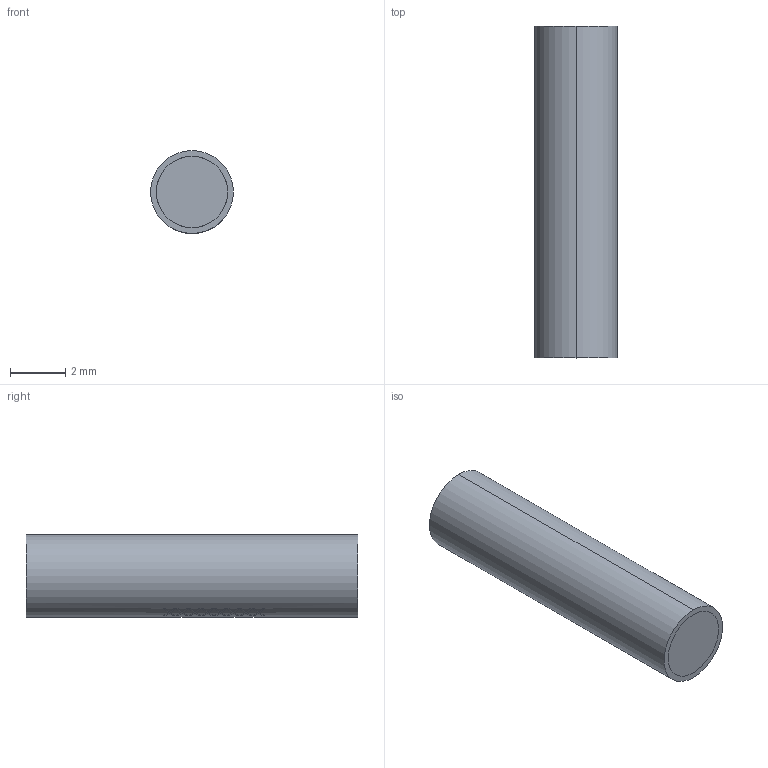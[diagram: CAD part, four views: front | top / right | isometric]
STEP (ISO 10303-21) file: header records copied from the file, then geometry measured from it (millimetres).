
FILE_DESCRIPTION (( 'STEP AP214' ), '1' );
FILE_NAME ('va030312.stp', '2025-03-18T16:31:29', ( '' ), ( '' ), 'SwSTEP 2.0', 'SolidWorks 2021', '' );
FILE_SCHEMA (( 'AUTOMOTIVE_DESIGN' ));
Length unit declared in the file: millimetre
Products named in the file (3): VA030312-1.stp; VA030312-2.stp; va030312
Assembly tree (2 placements, depth 2):
  va030312
    VA030312-1.stp
    VA030312-2.stp
Bounding box: 3 x 12.01 x 3 mm (x, y, z)
Volume: 70.7 mm3; surface area: 226.8 mm2
Topology: 2 solids, 2 shells, 53 faces, 399 edges, 372 vertices
Faces by surface type: cylinder 41, plane 8, cone 4
Entity records: 5392 total; most frequent: CARTESIAN_POINT 2324, ORIENTED_EDGE 798, EDGE_CURVE 399, VERTEX_POINT 372, DIRECTION 300, B_SPLINE_CURVE_WITH_KNOTS 261, AXIS2_PLACEMENT_3D 104, LINE 92
